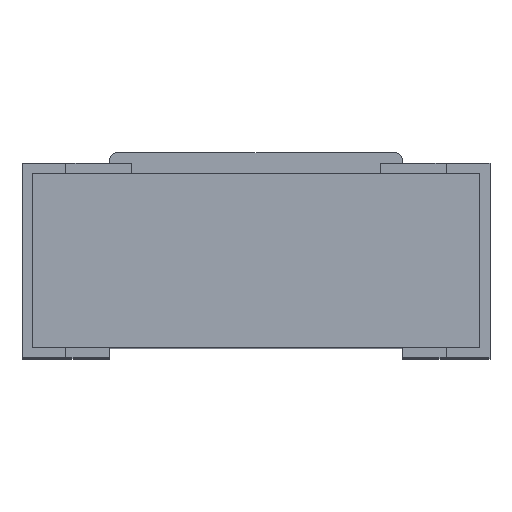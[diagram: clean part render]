
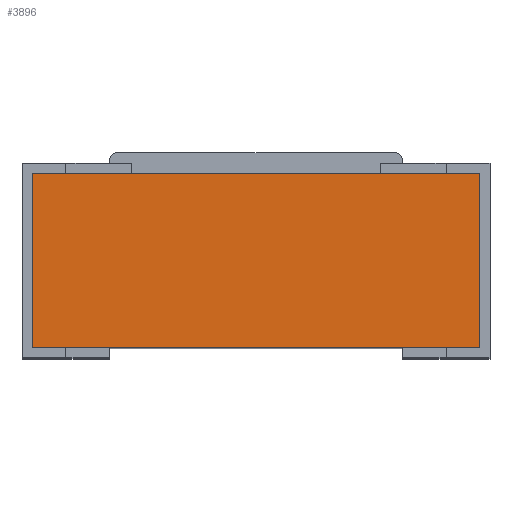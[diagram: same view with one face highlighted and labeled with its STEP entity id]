
A CAD part, top view. The second image highlights one B-rep face of the part: STEP entity #3896.
In plain terms, the highlighted face is planar.
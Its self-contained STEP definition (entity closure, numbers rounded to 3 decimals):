
#169 = AXIS2_PLACEMENT_3D ( 'NONE', #300, #2583, #2143 ) ;
#186 = ORIENTED_EDGE ( 'NONE', *, *, #5455, .F. ) ;
#216 = CARTESIAN_POINT ( 'NONE',  ( 1.6, 0.035, 0.765 ) ) ;
#300 = CARTESIAN_POINT ( 'NONE',  ( 1.6, 4.177, 0.765 ) ) ;
#705 = VERTEX_POINT ( 'NONE', #5147 ) ;
#711 = EDGE_CURVE ( 'NONE', #4982, #705, #4191, .T. ) ;
#721 = DIRECTION ( 'NONE',  ( 0., 0., -1. ) ) ;
#757 = ORIENTED_EDGE ( 'NONE', *, *, #5613, .T. ) ;
#836 = VECTOR ( 'NONE', #1516, 1000. ) ;
#846 = EDGE_CURVE ( 'NONE', #4055, #705, #5317, .T. ) ;
#1516 = DIRECTION ( 'NONE',  ( 0., -1., 0. ) ) ;
#1656 = VERTEX_POINT ( 'NONE', #5693 ) ;
#1711 = LINE ( 'NONE', #5376, #2129 ) ;
#2129 = VECTOR ( 'NONE', #4898, 1000. ) ;
#2143 = DIRECTION ( 'NONE',  ( 0., 0., 1. ) ) ;
#2207 = PLANE ( 'NONE',  #169 ) ;
#2583 = DIRECTION ( 'NONE',  ( -1., 0., 0. ) ) ;
#2967 = CARTESIAN_POINT ( 'NONE',  ( 1.6, 4.177, -0.765 ) ) ;
#3205 = CARTESIAN_POINT ( 'NONE',  ( 1.6, 0.63, -0.765 ) ) ;
#3303 = EDGE_LOOP ( 'NONE', ( #186, #757, #5065, #5509 ) ) ;
#3439 = CARTESIAN_POINT ( 'NONE',  ( 1.6, 0.035, 0.765 ) ) ;
#3775 = LINE ( 'NONE', #5591, #5828 ) ;
#3809 = DIRECTION ( 'NONE',  ( 0., 0., -1. ) ) ;
#3896 = ADVANCED_FACE ( 'NONE', ( #4849 ), #2207, .F. ) ;
#4055 = VERTEX_POINT ( 'NONE', #216 ) ;
#4191 = LINE ( 'NONE', #2967, #836 ) ;
#4849 = FACE_OUTER_BOUND ( 'NONE', #3303, .T. ) ;
#4898 = DIRECTION ( 'NONE',  ( 0., -1., 0. ) ) ;
#4982 = VERTEX_POINT ( 'NONE', #3205 ) ;
#5065 = ORIENTED_EDGE ( 'NONE', *, *, #846, .T. ) ;
#5147 = CARTESIAN_POINT ( 'NONE',  ( 1.6, 0.035, -0.765 ) ) ;
#5317 = LINE ( 'NONE', #3439, #5619 ) ;
#5376 = CARTESIAN_POINT ( 'NONE',  ( 1.6, 4.177, 0.765 ) ) ;
#5455 = EDGE_CURVE ( 'NONE', #1656, #4982, #3775, .T. ) ;
#5509 = ORIENTED_EDGE ( 'NONE', *, *, #711, .F. ) ;
#5591 = CARTESIAN_POINT ( 'NONE',  ( 1.6, 0.63, 0.765 ) ) ;
#5613 = EDGE_CURVE ( 'NONE', #1656, #4055, #1711, .T. ) ;
#5619 = VECTOR ( 'NONE', #721, 1000. ) ;
#5693 = CARTESIAN_POINT ( 'NONE',  ( 1.6, 0.63, 0.765 ) ) ;
#5828 = VECTOR ( 'NONE', #3809, 1000. ) ;
